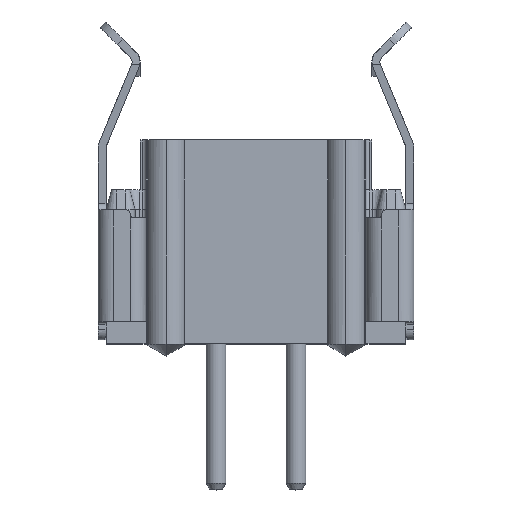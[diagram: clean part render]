
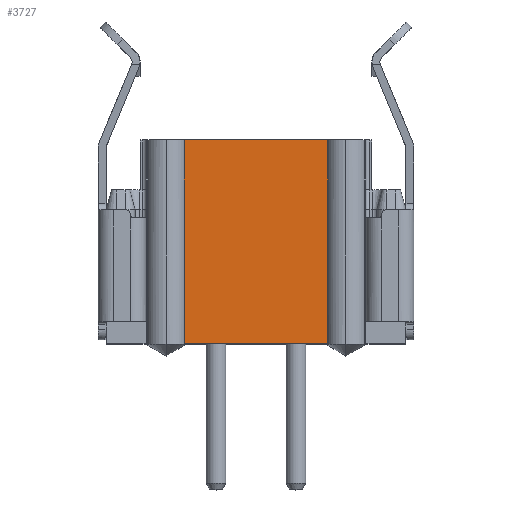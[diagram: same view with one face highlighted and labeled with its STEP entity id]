
A CAD part, top view. The second image highlights one B-rep face of the part: STEP entity #3727.
In plain terms, the highlighted planar face has unit normal (0, 0, 1).
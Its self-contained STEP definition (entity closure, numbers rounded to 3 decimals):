
#81=DIRECTION('',(-1.,0.,0.));
#82=VECTOR('',#81,3.583);
#83=CARTESIAN_POINT('',(1.792,0.,2.775));
#84=LINE('',#83,#82);
#627=DIRECTION('',(-1.,0.,0.));
#628=VECTOR('',#627,3.583);
#629=CARTESIAN_POINT('',(1.792,5.1,2.775));
#630=LINE('',#629,#628);
#771=DIRECTION('',(0.,1.,0.));
#772=VECTOR('',#771,5.1);
#773=CARTESIAN_POINT('',(-1.792,0.,2.775));
#774=LINE('',#773,#772);
#778=DIRECTION('',(0.,-1.,0.));
#779=VECTOR('',#778,5.1);
#780=CARTESIAN_POINT('',(1.792,5.1,2.775));
#781=LINE('',#780,#779);
#2935=CARTESIAN_POINT('',(1.792,0.,2.775));
#2937=VERTEX_POINT('',#2935);
#2943=CARTESIAN_POINT('',(1.792,5.1,2.775));
#2944=VERTEX_POINT('',#2943);
#3165=CARTESIAN_POINT('',(-1.792,0.,2.775));
#3167=VERTEX_POINT('',#3165);
#3173=CARTESIAN_POINT('',(-1.792,5.1,2.775));
#3174=VERTEX_POINT('',#3173);
#3714=CARTESIAN_POINT('',(2.75,0.,2.775));
#3715=DIRECTION('',(0.,0.,1.));
#3716=DIRECTION('',(-1.,0.,0.));
#3717=AXIS2_PLACEMENT_3D('',#3714,#3715,#3716);
#3718=PLANE('',#3717);
#3720=ORIENTED_EDGE('',*,*,#3719,.T.);
#3721=ORIENTED_EDGE('',*,*,#3644,.F.);
#3723=ORIENTED_EDGE('',*,*,#3722,.T.);
#3724=ORIENTED_EDGE('',*,*,#3280,.T.);
#3725=EDGE_LOOP('',(#3720,#3721,#3723,#3724));
#3726=FACE_OUTER_BOUND('',#3725,.F.);
#3280=EDGE_CURVE('',#2937,#3167,#84,.T.);
#3644=EDGE_CURVE('',#2944,#3174,#630,.T.);
#3719=EDGE_CURVE('',#3167,#3174,#774,.T.);
#3722=EDGE_CURVE('',#2944,#2937,#781,.T.);
#3727=ADVANCED_FACE('',(#3726),#3718,.T.);
